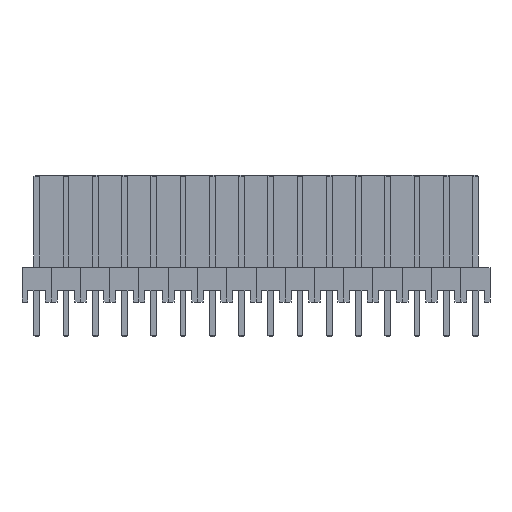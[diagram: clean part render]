
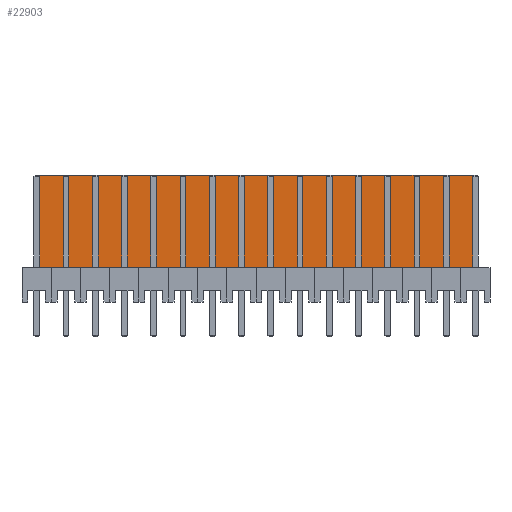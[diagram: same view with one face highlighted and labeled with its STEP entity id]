
A CAD part, front view. The second image highlights one B-rep face of the part: STEP entity #22903.
In plain terms, the highlighted face is planar.
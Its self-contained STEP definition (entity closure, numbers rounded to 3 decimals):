
#22553 = PLANE('',#22554);
#22554 = AXIS2_PLACEMENT_3D('',#22555,#22556,#22557);
#22555 = CARTESIAN_POINT('',(39.3,3.,0.));
#22556 = DIRECTION('',(-1.,0.,0.));
#22557 = DIRECTION('',(0.,1.,0.));
#22578 = VERTEX_POINT('',#22579);
#22579 = CARTESIAN_POINT('',(39.3,3.,1.));
#22593 = PLANE('',#22594);
#22594 = AXIS2_PLACEMENT_3D('',#22595,#22596,#22597);
#22595 = CARTESIAN_POINT('',(1.2,3.,0.));
#22596 = DIRECTION('',(0.,1.,0.));
#22597 = DIRECTION('',(1.,0.,0.));
#22605 = EDGE_CURVE('',#22578,#22606,#22608,.T.);
#22606 = VERTEX_POINT('',#22607);
#22607 = CARTESIAN_POINT('',(39.3,10.7,1.));
#22608 = SURFACE_CURVE('',#22609,(#22613,#22620),.PCURVE_S1.);
#22609 = LINE('',#22610,#22611);
#22610 = CARTESIAN_POINT('',(39.3,3.,1.));
#22611 = VECTOR('',#22612,1.);
#22612 = DIRECTION('',(0.,1.,0.));
#22613 = PCURVE('',#22553,#22614);
#22614 = DEFINITIONAL_REPRESENTATION('',(#22615),#22619);
#22615 = LINE('',#22616,#22617);
#22616 = CARTESIAN_POINT('',(0.,-1.));
#22617 = VECTOR('',#22618,1.);
#22618 = DIRECTION('',(1.,0.));
#22619 = ( GEOMETRIC_REPRESENTATION_CONTEXT(2) 
PARAMETRIC_REPRESENTATION_CONTEXT() REPRESENTATION_CONTEXT('2D SPACE',''
  ) );
#22620 = PCURVE('',#22621,#22626);
#22621 = PLANE('',#22622);
#22622 = AXIS2_PLACEMENT_3D('',#22623,#22624,#22625);
#22623 = CARTESIAN_POINT('',(39.3,3.,1.));
#22624 = DIRECTION('',(0.,0.,-1.));
#22625 = DIRECTION('',(0.,1.,0.));
#22626 = DEFINITIONAL_REPRESENTATION('',(#22627),#22631);
#22627 = LINE('',#22628,#22629);
#22628 = CARTESIAN_POINT('',(0.,0.));
#22629 = VECTOR('',#22630,1.);
#22630 = DIRECTION('',(1.,0.));
#22631 = ( GEOMETRIC_REPRESENTATION_CONTEXT(2) 
PARAMETRIC_REPRESENTATION_CONTEXT() REPRESENTATION_CONTEXT('2D SPACE',''
  ) );
#22647 = CYLINDRICAL_SURFACE('',#22648,0.3);
#22648 = AXIS2_PLACEMENT_3D('',#22649,#22650,#22651);
#22649 = CARTESIAN_POINT('',(39.,10.7,0.));
#22650 = DIRECTION('',(0.,0.,1.));
#22651 = DIRECTION('',(1.,0.,-0.));
#22702 = PLANE('',#22703);
#22703 = AXIS2_PLACEMENT_3D('',#22704,#22705,#22706);
#22704 = CARTESIAN_POINT('',(1.2,11.,0.));
#22705 = DIRECTION('',(1.,0.,0.));
#22706 = DIRECTION('',(0.,-1.,0.));
#22735 = CYLINDRICAL_SURFACE('',#22736,0.3);
#22736 = AXIS2_PLACEMENT_3D('',#22737,#22738,#22739);
#22737 = CARTESIAN_POINT('',(1.5,10.7,0.));
#22738 = DIRECTION('',(0.,0.,1.));
#22739 = DIRECTION('',(-0.,1.,0.));
#22763 = PLANE('',#22764);
#22764 = AXIS2_PLACEMENT_3D('',#22765,#22766,#22767);
#22765 = CARTESIAN_POINT('',(39.3,11.,0.));
#22766 = DIRECTION('',(0.,-1.,0.));
#22767 = DIRECTION('',(-1.,0.,0.));
#22806 = VERTEX_POINT('',#22807);
#22807 = CARTESIAN_POINT('',(39.,11.,1.));
#22828 = EDGE_CURVE('',#22606,#22806,#22829,.T.);
#22829 = SURFACE_CURVE('',#22830,(#22835,#22842),.PCURVE_S1.);
#22830 = CIRCLE('',#22831,0.3);
#22831 = AXIS2_PLACEMENT_3D('',#22832,#22833,#22834);
#22832 = CARTESIAN_POINT('',(39.,10.7,1.));
#22833 = DIRECTION('',(0.,0.,1.));
#22834 = DIRECTION('',(0.,-1.,0.));
#22835 = PCURVE('',#22647,#22836);
#22836 = DEFINITIONAL_REPRESENTATION('',(#22837),#22841);
#22837 = LINE('',#22838,#22839);
#22838 = CARTESIAN_POINT('',(-1.571,1.));
#22839 = VECTOR('',#22840,1.);
#22840 = DIRECTION('',(1.,0.));
#22841 = ( GEOMETRIC_REPRESENTATION_CONTEXT(2) 
PARAMETRIC_REPRESENTATION_CONTEXT() REPRESENTATION_CONTEXT('2D SPACE',''
  ) );
#22842 = PCURVE('',#22621,#22843);
#22843 = DEFINITIONAL_REPRESENTATION('',(#22844),#22852);
#22844 = ( BOUNDED_CURVE() B_SPLINE_CURVE(2,(#22845,#22846,#22847,#22848
    ,#22849,#22850,#22851),.UNSPECIFIED.,.F.,.F.) 
B_SPLINE_CURVE_WITH_KNOTS((1,2,2,2,2,1),(-2.094,0.,
    2.094,4.189,6.283,8.378),
.UNSPECIFIED.) CURVE() GEOMETRIC_REPRESENTATION_ITEM() 
RATIONAL_B_SPLINE_CURVE((1.,0.5,1.,0.5,1.,0.5,1.)) REPRESENTATION_ITEM(
  '') );
#22845 = CARTESIAN_POINT('',(7.4,-0.3));
#22846 = CARTESIAN_POINT('',(7.4,0.22));
#22847 = CARTESIAN_POINT('',(7.85,-0.04));
#22848 = CARTESIAN_POINT('',(8.3,-0.3));
#22849 = CARTESIAN_POINT('',(7.85,-0.56));
#22850 = CARTESIAN_POINT('',(7.4,-0.82));
#22851 = CARTESIAN_POINT('',(7.4,-0.3));
#22852 = ( GEOMETRIC_REPRESENTATION_CONTEXT(2) 
PARAMETRIC_REPRESENTATION_CONTEXT() REPRESENTATION_CONTEXT('2D SPACE',''
  ) );
#22859 = VERTEX_POINT('',#22860);
#22860 = CARTESIAN_POINT('',(1.2,3.,1.));
#22881 = EDGE_CURVE('',#22859,#22578,#22882,.T.);
#22882 = SURFACE_CURVE('',#22883,(#22887,#22894),.PCURVE_S1.);
#22883 = LINE('',#22884,#22885);
#22884 = CARTESIAN_POINT('',(1.2,3.,1.));
#22885 = VECTOR('',#22886,1.);
#22886 = DIRECTION('',(1.,0.,0.));
#22887 = PCURVE('',#22593,#22888);
#22888 = DEFINITIONAL_REPRESENTATION('',(#22889),#22893);
#22889 = LINE('',#22890,#22891);
#22890 = CARTESIAN_POINT('',(0.,-1.));
#22891 = VECTOR('',#22892,1.);
#22892 = DIRECTION('',(1.,0.));
#22893 = ( GEOMETRIC_REPRESENTATION_CONTEXT(2) 
PARAMETRIC_REPRESENTATION_CONTEXT() REPRESENTATION_CONTEXT('2D SPACE',''
  ) );
#22894 = PCURVE('',#22621,#22895);
#22895 = DEFINITIONAL_REPRESENTATION('',(#22896),#22900);
#22896 = LINE('',#22897,#22898);
#22897 = CARTESIAN_POINT('',(0.,-38.1));
#22898 = VECTOR('',#22899,1.);
#22899 = DIRECTION('',(0.,1.));
#22900 = ( GEOMETRIC_REPRESENTATION_CONTEXT(2) 
PARAMETRIC_REPRESENTATION_CONTEXT() REPRESENTATION_CONTEXT('2D SPACE',''
  ) );
#22903 = ADVANCED_FACE('',(#22904),#22621,.F.);
#22904 = FACE_BOUND('',#22905,.F.);
#22905 = EDGE_LOOP('',(#22906,#22907,#22908,#22931,#22959,#22980));
#22906 = ORIENTED_EDGE('',*,*,#22605,.F.);
#22907 = ORIENTED_EDGE('',*,*,#22881,.F.);
#22908 = ORIENTED_EDGE('',*,*,#22909,.F.);
#22909 = EDGE_CURVE('',#22910,#22859,#22912,.T.);
#22910 = VERTEX_POINT('',#22911);
#22911 = CARTESIAN_POINT('',(1.2,10.7,1.));
#22912 = SURFACE_CURVE('',#22913,(#22917,#22924),.PCURVE_S1.);
#22913 = LINE('',#22914,#22915);
#22914 = CARTESIAN_POINT('',(1.2,11.,1.));
#22915 = VECTOR('',#22916,1.);
#22916 = DIRECTION('',(0.,-1.,0.));
#22917 = PCURVE('',#22621,#22918);
#22918 = DEFINITIONAL_REPRESENTATION('',(#22919),#22923);
#22919 = LINE('',#22920,#22921);
#22920 = CARTESIAN_POINT('',(8.,-38.1));
#22921 = VECTOR('',#22922,1.);
#22922 = DIRECTION('',(-1.,0.));
#22923 = ( GEOMETRIC_REPRESENTATION_CONTEXT(2) 
PARAMETRIC_REPRESENTATION_CONTEXT() REPRESENTATION_CONTEXT('2D SPACE',''
  ) );
#22924 = PCURVE('',#22702,#22925);
#22925 = DEFINITIONAL_REPRESENTATION('',(#22926),#22930);
#22926 = LINE('',#22927,#22928);
#22927 = CARTESIAN_POINT('',(0.,-1.));
#22928 = VECTOR('',#22929,1.);
#22929 = DIRECTION('',(1.,0.));
#22930 = ( GEOMETRIC_REPRESENTATION_CONTEXT(2) 
PARAMETRIC_REPRESENTATION_CONTEXT() REPRESENTATION_CONTEXT('2D SPACE',''
  ) );
#22931 = ORIENTED_EDGE('',*,*,#22932,.F.);
#22932 = EDGE_CURVE('',#22933,#22910,#22935,.T.);
#22933 = VERTEX_POINT('',#22934);
#22934 = CARTESIAN_POINT('',(1.5,11.,1.));
#22935 = SURFACE_CURVE('',#22936,(#22941,#22952),.PCURVE_S1.);
#22936 = CIRCLE('',#22937,0.3);
#22937 = AXIS2_PLACEMENT_3D('',#22938,#22939,#22940);
#22938 = CARTESIAN_POINT('',(1.5,10.7,1.));
#22939 = DIRECTION('',(0.,0.,1.));
#22940 = DIRECTION('',(0.,-1.,0.));
#22941 = PCURVE('',#22621,#22942);
#22942 = DEFINITIONAL_REPRESENTATION('',(#22943),#22951);
#22943 = ( BOUNDED_CURVE() B_SPLINE_CURVE(2,(#22944,#22945,#22946,#22947
    ,#22948,#22949,#22950),.UNSPECIFIED.,.F.,.F.) 
B_SPLINE_CURVE_WITH_KNOTS((1,2,2,2,2,1),(-2.094,0.,
    2.094,4.189,6.283,8.378),
.UNSPECIFIED.) CURVE() GEOMETRIC_REPRESENTATION_ITEM() 
RATIONAL_B_SPLINE_CURVE((1.,0.5,1.,0.5,1.,0.5,1.)) REPRESENTATION_ITEM(
  '') );
#22944 = CARTESIAN_POINT('',(7.4,-37.8));
#22945 = CARTESIAN_POINT('',(7.4,-37.28));
#22946 = CARTESIAN_POINT('',(7.85,-37.54));
#22947 = CARTESIAN_POINT('',(8.3,-37.8));
#22948 = CARTESIAN_POINT('',(7.85,-38.06));
#22949 = CARTESIAN_POINT('',(7.4,-38.32));
#22950 = CARTESIAN_POINT('',(7.4,-37.8));
#22951 = ( GEOMETRIC_REPRESENTATION_CONTEXT(2) 
PARAMETRIC_REPRESENTATION_CONTEXT() REPRESENTATION_CONTEXT('2D SPACE',''
  ) );
#22952 = PCURVE('',#22735,#22953);
#22953 = DEFINITIONAL_REPRESENTATION('',(#22954),#22958);
#22954 = LINE('',#22955,#22956);
#22955 = CARTESIAN_POINT('',(-3.142,1.));
#22956 = VECTOR('',#22957,1.);
#22957 = DIRECTION('',(1.,0.));
#22958 = ( GEOMETRIC_REPRESENTATION_CONTEXT(2) 
PARAMETRIC_REPRESENTATION_CONTEXT() REPRESENTATION_CONTEXT('2D SPACE',''
  ) );
#22959 = ORIENTED_EDGE('',*,*,#22960,.F.);
#22960 = EDGE_CURVE('',#22806,#22933,#22961,.T.);
#22961 = SURFACE_CURVE('',#22962,(#22966,#22973),.PCURVE_S1.);
#22962 = LINE('',#22963,#22964);
#22963 = CARTESIAN_POINT('',(39.3,11.,1.));
#22964 = VECTOR('',#22965,1.);
#22965 = DIRECTION('',(-1.,0.,0.));
#22966 = PCURVE('',#22621,#22967);
#22967 = DEFINITIONAL_REPRESENTATION('',(#22968),#22972);
#22968 = LINE('',#22969,#22970);
#22969 = CARTESIAN_POINT('',(8.,0.));
#22970 = VECTOR('',#22971,1.);
#22971 = DIRECTION('',(0.,-1.));
#22972 = ( GEOMETRIC_REPRESENTATION_CONTEXT(2) 
PARAMETRIC_REPRESENTATION_CONTEXT() REPRESENTATION_CONTEXT('2D SPACE',''
  ) );
#22973 = PCURVE('',#22763,#22974);
#22974 = DEFINITIONAL_REPRESENTATION('',(#22975),#22979);
#22975 = LINE('',#22976,#22977);
#22976 = CARTESIAN_POINT('',(0.,-1.));
#22977 = VECTOR('',#22978,1.);
#22978 = DIRECTION('',(1.,0.));
#22979 = ( GEOMETRIC_REPRESENTATION_CONTEXT(2) 
PARAMETRIC_REPRESENTATION_CONTEXT() REPRESENTATION_CONTEXT('2D SPACE',''
  ) );
#22980 = ORIENTED_EDGE('',*,*,#22828,.F.);
